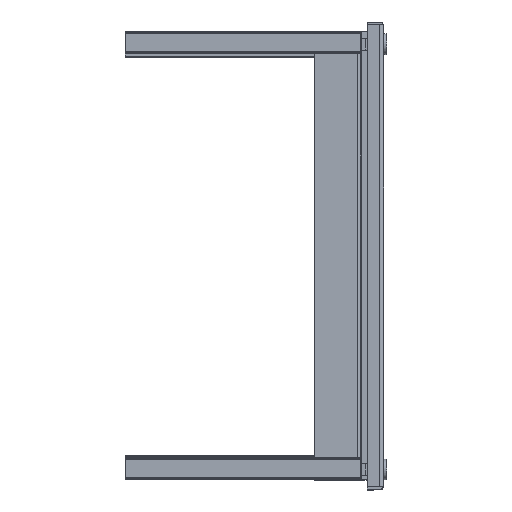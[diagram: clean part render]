
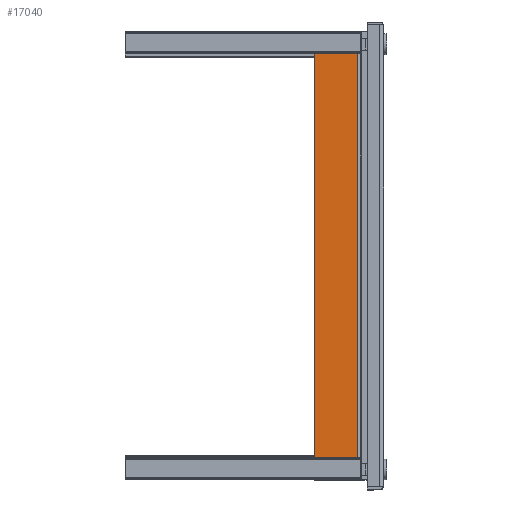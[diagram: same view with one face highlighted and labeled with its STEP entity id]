
A CAD part, top view. The second image highlights one B-rep face of the part: STEP entity #17040.
In plain terms, the highlighted face is planar.
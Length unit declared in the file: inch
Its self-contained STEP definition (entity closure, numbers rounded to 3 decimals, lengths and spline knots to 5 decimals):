
#392 = CARTESIAN_POINT ( 'NONE',  ( -8.139, -7.537, -8.156 ) ) ;
#812 = LINE ( 'NONE', #10930, #9199 ) ;
#1673 = VECTOR ( 'NONE', #19018, 39.37008 ) ;
#1878 = CARTESIAN_POINT ( 'NONE',  ( -8.139, -7.835, 8.5 ) ) ;
#1927 = VECTOR ( 'NONE', #22328, 39.37008 ) ;
#3008 = DIRECTION ( 'NONE',  ( 0., 0., -1. ) ) ;
#3424 = EDGE_CURVE ( 'NONE', #11324, #16355, #13983, .T. ) ;
#4403 = VERTEX_POINT ( 'NONE', #392 ) ;
#4556 = VERTEX_POINT ( 'NONE', #26713 ) ;
#4650 = ORIENTED_EDGE ( 'NONE', *, *, #19729, .T. ) ;
#4789 = ORIENTED_EDGE ( 'NONE', *, *, #26198, .T. ) ;
#4955 = CARTESIAN_POINT ( 'NONE',  ( -8.139, -6.193, -8.156 ) ) ;
#4967 = ORIENTED_EDGE ( 'NONE', *, *, #6498, .T. ) ;
#5362 = DIRECTION ( 'NONE',  ( 0., 0., 1. ) ) ;
#5771 = LINE ( 'NONE', #24703, #23565 ) ;
#5821 = VERTEX_POINT ( 'NONE', #9386 ) ;
#5968 = CARTESIAN_POINT ( 'NONE',  ( -8.139, -7.835, -8.5 ) ) ;
#6197 = CARTESIAN_POINT ( 'NONE',  ( -8.139, -7.537, -8. ) ) ;
#6498 = EDGE_CURVE ( 'NONE', #23158, #4556, #19436, .T. ) ;
#6620 = EDGE_CURVE ( 'NONE', #4556, #24324, #812, .T. ) ;
#6662 = LINE ( 'NONE', #19936, #10331 ) ;
#6900 = FACE_BOUND ( 'NONE', #18239, .T. ) ;
#6910 = DIRECTION ( 'NONE',  ( 0., 0., 1. ) ) ;
#7335 = CARTESIAN_POINT ( 'NONE',  ( -8.139, -6.599, -8. ) ) ;
#8119 = VERTEX_POINT ( 'NONE', #23798 ) ;
#8398 = CARTESIAN_POINT ( 'NONE',  ( -8.139, -6.599, 7.844 ) ) ;
#8512 = AXIS2_PLACEMENT_3D ( 'NONE', #7335, #28248, #9476 ) ;
#9199 = VECTOR ( 'NONE', #27187, 39.37008 ) ;
#9386 = CARTESIAN_POINT ( 'NONE',  ( -8.139, -6.599, 8.156 ) ) ;
#9476 = DIRECTION ( 'NONE',  ( 0., 0., 1. ) ) ;
#9886 = ORIENTED_EDGE ( 'NONE', *, *, #29746, .T. ) ;
#9982 = CARTESIAN_POINT ( 'NONE',  ( -8.139, -7.537, 8.156 ) ) ;
#9998 = EDGE_CURVE ( 'NONE', #4403, #11324, #11716, .T. ) ;
#10299 = VECTOR ( 'NONE', #23406, 39.37008 ) ;
#10331 = VECTOR ( 'NONE', #29348, 39.37008 ) ;
#10428 = CARTESIAN_POINT ( 'NONE',  ( -8.139, -6.193, -7.844 ) ) ;
#10443 = PLANE ( 'NONE',  #26056 ) ;
#10866 = CARTESIAN_POINT ( 'NONE',  ( -8.139, -6.599, -8.156 ) ) ;
#10930 = CARTESIAN_POINT ( 'NONE',  ( -8.139, -6.193, -8.5 ) ) ;
#11110 = ORIENTED_EDGE ( 'NONE', *, *, #3424, .T. ) ;
#11324 = VERTEX_POINT ( 'NONE', #10866 ) ;
#11443 = LINE ( 'NONE', #21113, #1673 ) ;
#11716 = LINE ( 'NONE', #4955, #15754 ) ;
#11931 = EDGE_LOOP ( 'NONE', ( #15074, #9886, #4967, #26697 ) ) ;
#12023 = EDGE_CURVE ( 'NONE', #5821, #25849, #11443, .T. ) ;
#12086 = CARTESIAN_POINT ( 'NONE',  ( -8.139, -6.599, -7.844 ) ) ;
#12458 = DIRECTION ( 'NONE',  ( 1., 0., 0. ) ) ;
#13789 = FACE_BOUND ( 'NONE', #26755, .T. ) ;
#13983 = CIRCLE ( 'NONE', #8512, 0.156 ) ;
#14161 = VERTEX_POINT ( 'NONE', #26128 ) ;
#15052 = CIRCLE ( 'NONE', #29258, 0.156 ) ;
#15074 = ORIENTED_EDGE ( 'NONE', *, *, #22590, .T. ) ;
#15754 = VECTOR ( 'NONE', #21239, 39.37008 ) ;
#16355 = VERTEX_POINT ( 'NONE', #12086 ) ;
#16764 = FACE_OUTER_BOUND ( 'NONE', #11931, .T. ) ;
#17040 = ADVANCED_FACE ( 'NONE', ( #16764, #6900, #13789 ), #10443, .T. ) ;
#17067 = DIRECTION ( 'NONE',  ( -1., 0., 0. ) ) ;
#17663 = DIRECTION ( 'NONE',  ( 0., -1., 0. ) ) ;
#17928 = ORIENTED_EDGE ( 'NONE', *, *, #12023, .T. ) ;
#18239 = EDGE_LOOP ( 'NONE', ( #27318, #11110, #4650, #22294 ) ) ;
#18647 = CARTESIAN_POINT ( 'NONE',  ( -8.139, -7.537, 8. ) ) ;
#19018 = DIRECTION ( 'NONE',  ( 0., -1., 0. ) ) ;
#19411 = CARTESIAN_POINT ( 'NONE',  ( -8.139, -6.193, -8.5 ) ) ;
#19436 = LINE ( 'NONE', #26676, #22689 ) ;
#19551 = CARTESIAN_POINT ( 'NONE',  ( -8.139, -6.599, 8. ) ) ;
#19729 = EDGE_CURVE ( 'NONE', #16355, #8119, #22314, .T. ) ;
#19936 = CARTESIAN_POINT ( 'NONE',  ( -8.139, -6.193, 7.844 ) ) ;
#20527 = DIRECTION ( 'NONE',  ( 0., 0., 1. ) ) ;
#20688 = ORIENTED_EDGE ( 'NONE', *, *, #22841, .T. ) ;
#20888 = CIRCLE ( 'NONE', #28657, 0.156 ) ;
#21113 = CARTESIAN_POINT ( 'NONE',  ( -8.139, -6.193, 8.156 ) ) ;
#21239 = DIRECTION ( 'NONE',  ( 0., 1., 0. ) ) ;
#21443 = EDGE_CURVE ( 'NONE', #8119, #4403, #15052, .T. ) ;
#21944 = LINE ( 'NONE', #5968, #10299 ) ;
#21971 = VERTEX_POINT ( 'NONE', #8398 ) ;
#22067 = CARTESIAN_POINT ( 'NONE',  ( -8.139, -7.835, -8.5 ) ) ;
#22294 = ORIENTED_EDGE ( 'NONE', *, *, #21443, .T. ) ;
#22314 = LINE ( 'NONE', #10428, #1927 ) ;
#22328 = DIRECTION ( 'NONE',  ( 0., -1., 0. ) ) ;
#22590 = EDGE_CURVE ( 'NONE', #24324, #26458, #5771, .T. ) ;
#22689 = VECTOR ( 'NONE', #28600, 39.37008 ) ;
#22841 = EDGE_CURVE ( 'NONE', #21971, #5821, #27886, .T. ) ;
#23158 = VERTEX_POINT ( 'NONE', #1878 ) ;
#23222 = CARTESIAN_POINT ( 'NONE',  ( -8.139, -6.193, -8.5 ) ) ;
#23406 = DIRECTION ( 'NONE',  ( 0., 0., 1. ) ) ;
#23551 = ORIENTED_EDGE ( 'NONE', *, *, #29699, .T. ) ;
#23565 = VECTOR ( 'NONE', #17663, 39.37008 ) ;
#23798 = CARTESIAN_POINT ( 'NONE',  ( -8.139, -7.537, -7.844 ) ) ;
#24324 = VERTEX_POINT ( 'NONE', #23222 ) ;
#24703 = CARTESIAN_POINT ( 'NONE',  ( -8.139, -6.193, -8.5 ) ) ;
#25849 = VERTEX_POINT ( 'NONE', #9982 ) ;
#26056 = AXIS2_PLACEMENT_3D ( 'NONE', #19411, #17067, #3008 ) ;
#26128 = CARTESIAN_POINT ( 'NONE',  ( -8.139, -7.537, 7.844 ) ) ;
#26198 = EDGE_CURVE ( 'NONE', #25849, #14161, #20888, .T. ) ;
#26458 = VERTEX_POINT ( 'NONE', #22067 ) ;
#26676 = CARTESIAN_POINT ( 'NONE',  ( -8.139, -6.193, 8.5 ) ) ;
#26697 = ORIENTED_EDGE ( 'NONE', *, *, #6620, .T. ) ;
#26713 = CARTESIAN_POINT ( 'NONE',  ( -8.139, -6.193, 8.5 ) ) ;
#26755 = EDGE_LOOP ( 'NONE', ( #20688, #17928, #4789, #23551 ) ) ;
#27187 = DIRECTION ( 'NONE',  ( 0., 0., -1. ) ) ;
#27318 = ORIENTED_EDGE ( 'NONE', *, *, #9998, .T. ) ;
#27519 = DIRECTION ( 'NONE',  ( 1., 0., 0. ) ) ;
#27886 = CIRCLE ( 'NONE', #28109, 0.156 ) ;
#28109 = AXIS2_PLACEMENT_3D ( 'NONE', #19551, #12458, #5362 ) ;
#28248 = DIRECTION ( 'NONE',  ( 1., 0., 0. ) ) ;
#28600 = DIRECTION ( 'NONE',  ( 0., 1., 0. ) ) ;
#28657 = AXIS2_PLACEMENT_3D ( 'NONE', #18647, #30179, #6910 ) ;
#29258 = AXIS2_PLACEMENT_3D ( 'NONE', #6197, #27519, #20527 ) ;
#29348 = DIRECTION ( 'NONE',  ( 0., 1., 0. ) ) ;
#29699 = EDGE_CURVE ( 'NONE', #14161, #21971, #6662, .T. ) ;
#29746 = EDGE_CURVE ( 'NONE', #26458, #23158, #21944, .T. ) ;
#30179 = DIRECTION ( 'NONE',  ( 1., 0., 0. ) ) ;
